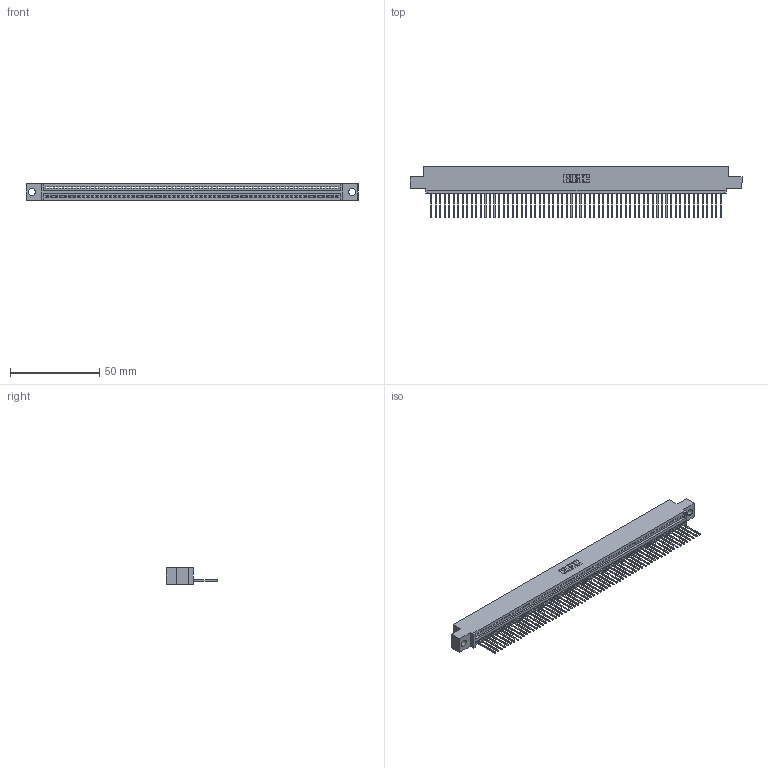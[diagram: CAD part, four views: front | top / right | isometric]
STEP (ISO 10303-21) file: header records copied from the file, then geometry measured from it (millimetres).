
FILE_DESCRIPTION (( 'STEP AP203' ), '1' );
FILE_NAME ('395-065-540-404.STEP', '2019-10-25T05:17:38', ( '' ), ( '' ), 'SwSTEP 2.0', 'SolidWorks 2016', '' );
FILE_SCHEMA (( 'CONFIG_CONTROL_DESIGN' ));
Length unit declared in the file: inch
Products named in the file (3): 345-292-001_345-293-140; 345 Part_0.110 Offset - 0.156 Dia-TH; 395-065-540-404
Assembly tree (66 placements, depth 2):
  395-065-540-404
    345 Part_0.110 Offset - 0.156 Dia-TH
    345-292-001_345-293-140  x65
Bounding box: 186.31 x 29.13 x 9.4 mm (x, y, z)
Volume: 17811 mm3; surface area: 24505.8 mm2
Topology: 66 solids, 66 shells, 3900 faces, 11793 edges, 7774 vertices
Faces by surface type: plane 2684, cylinder 1216
Entity records: 45977 total; most frequent: CARTESIAN_POINT 7971, ORIENTED_EDGE 7970, DIRECTION 6927, EDGE_CURVE 3985, LINE 3593, VECTOR 3593, VERTEX_POINT 2654, AXIS2_PLACEMENT_3D 1667
